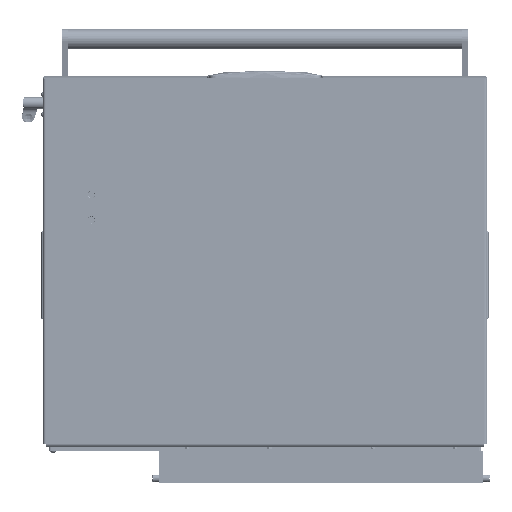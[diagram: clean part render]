
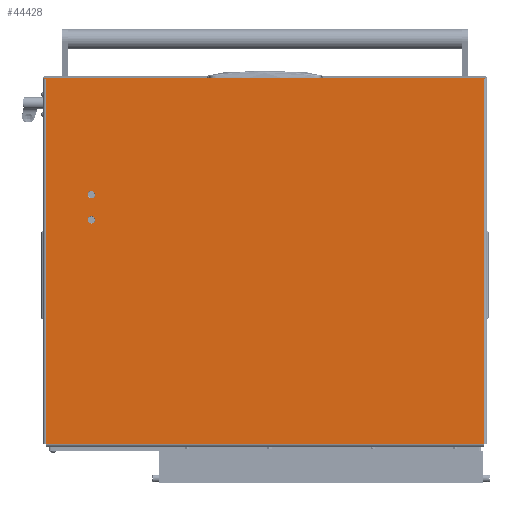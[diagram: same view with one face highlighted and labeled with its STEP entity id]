
A CAD part, front view. The second image highlights one B-rep face of the part: STEP entity #44428.
In plain terms, the highlighted face is planar.
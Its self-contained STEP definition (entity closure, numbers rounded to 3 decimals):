
#173 = DIRECTION ( 'NONE',  ( -1., 0., 0. ) ) ;
#494 = DIRECTION ( 'NONE',  ( 1., 0., 0. ) ) ;
#2672 = VERTEX_POINT ( 'NONE', #27153 ) ;
#4731 = AXIS2_PLACEMENT_3D ( 'NONE', #141697, #9844, #142211 ) ;
#4745 = DIRECTION ( 'NONE',  ( -1., 0., 0. ) ) ;
#9209 = DIRECTION ( 'NONE',  ( 0., 1., 0. ) ) ;
#9844 = DIRECTION ( 'NONE',  ( 0., 0., -1. ) ) ;
#14794 = CARTESIAN_POINT ( 'NONE',  ( 195., 545., 0. ) ) ;
#17328 = CARTESIAN_POINT ( 'NONE',  ( 0., -2., 0. ) ) ;
#17467 = AXIS2_PLACEMENT_3D ( 'NONE', #113542, #123544, #42213 ) ;
#19522 = EDGE_CURVE ( 'NONE', #88772, #45351, #22033, .T. ) ;
#19807 = CIRCLE ( 'NONE', #135082, 5.2 ) ;
#20720 = VERTEX_POINT ( 'NONE', #28808 ) ;
#21811 = CIRCLE ( 'NONE', #48852, 5.2 ) ;
#22033 = LINE ( 'NONE', #34286, #98522 ) ;
#22552 = FACE_BOUND ( 'NONE', #32590, .T. ) ;
#24497 = FACE_OUTER_BOUND ( 'NONE', #88433, .T. ) ;
#24551 = LINE ( 'NONE', #17328, #89908 ) ;
#24897 = EDGE_CURVE ( 'NONE', #20720, #45351, #56452, .T. ) ;
#26615 = EDGE_CURVE ( 'NONE', #148812, #74437, #136218, .T. ) ;
#27035 = EDGE_CURVE ( 'NONE', #148110, #125798, #96908, .T. ) ;
#27153 = CARTESIAN_POINT ( 'NONE',  ( 0., 610., 0. ) ) ;
#28808 = CARTESIAN_POINT ( 'NONE',  ( 0., 0., 0. ) ) ;
#31086 = ORIENTED_EDGE ( 'NONE', *, *, #110487, .F. ) ;
#31091 = VERTEX_POINT ( 'NONE', #108187 ) ;
#32590 = EDGE_LOOP ( 'NONE', ( #132941, #141975 ) ) ;
#33769 = DIRECTION ( 'NONE',  ( 0., -1., 0. ) ) ;
#34286 = CARTESIAN_POINT ( 'NONE',  ( 506., 608., 0. ) ) ;
#39599 = CARTESIAN_POINT ( 'NONE',  ( 0., -2., 0. ) ) ;
#41563 = CIRCLE ( 'NONE', #122976, 5.2 ) ;
#42213 = DIRECTION ( 'NONE',  ( -1., 0., 0. ) ) ;
#43165 = DIRECTION ( 'NONE',  ( 0., 0., -1. ) ) ;
#44428 = ADVANCED_FACE ( 'NONE', ( #112106, #22552, #24497 ), #53656, .T. ) ;
#44966 = VECTOR ( 'NONE', #494, 1000. ) ;
#45351 = VERTEX_POINT ( 'NONE', #93549 ) ;
#46139 = DIRECTION ( 'NONE',  ( -1., 0., 0. ) ) ;
#47192 = VECTOR ( 'NONE', #77563, 1000. ) ;
#48852 = AXIS2_PLACEMENT_3D ( 'NONE', #14794, #145115, #73746 ) ;
#50732 = EDGE_CURVE ( 'NONE', #105185, #110528, #19807, .T. ) ;
#51869 = VECTOR ( 'NONE', #148549, 1000. ) ;
#53656 = PLANE ( 'NONE',  #17467 ) ;
#54033 = ORIENTED_EDGE ( 'NONE', *, *, #59859, .F. ) ;
#55528 = CARTESIAN_POINT ( 'NONE',  ( -2., -4., 0. ) ) ;
#56452 = LINE ( 'NONE', #64526, #47192 ) ;
#59859 = EDGE_CURVE ( 'NONE', #123849, #20720, #130250, .T. ) ;
#59974 = CARTESIAN_POINT ( 'NONE',  ( 189.8, 545., 0. ) ) ;
#64526 = CARTESIAN_POINT ( 'NONE',  ( 0., 0., 0. ) ) ;
#65116 = VECTOR ( 'NONE', #9209, 1000. ) ;
#66627 = CARTESIAN_POINT ( 'NONE',  ( -2., 610., 0. ) ) ;
#68627 = EDGE_CURVE ( 'NONE', #110528, #105185, #41563, .T. ) ;
#70125 = CARTESIAN_POINT ( 'NONE',  ( 0., 608., 0. ) ) ;
#73646 = ORIENTED_EDGE ( 'NONE', *, *, #19522, .T. ) ;
#73746 = DIRECTION ( 'NONE',  ( -1., 0., 0. ) ) ;
#74437 = VERTEX_POINT ( 'NONE', #120248 ) ;
#76085 = EDGE_CURVE ( 'NONE', #125798, #2672, #104617, .T. ) ;
#76594 = CARTESIAN_POINT ( 'NONE',  ( 506., 608., 0. ) ) ;
#77563 = DIRECTION ( 'NONE',  ( 1., 0., 0. ) ) ;
#78599 = DIRECTION ( 'NONE',  ( -1., 0., 0. ) ) ;
#80618 = CARTESIAN_POINT ( 'NONE',  ( 0., -4., 0. ) ) ;
#82588 = DIRECTION ( 'NONE',  ( 0., 0., -1. ) ) ;
#83874 = EDGE_CURVE ( 'NONE', #74437, #148812, #21811, .T. ) ;
#85314 = CARTESIAN_POINT ( 'NONE',  ( -2., -2., 0. ) ) ;
#88433 = EDGE_LOOP ( 'NONE', ( #54033, #126413, #93086, #123777, #115936, #31086, #73646, #107124 ) ) ;
#88551 = CARTESIAN_POINT ( 'NONE',  ( 165.2, 545., 0. ) ) ;
#88772 = VERTEX_POINT ( 'NONE', #76594 ) ;
#89540 = EDGE_CURVE ( 'NONE', #123849, #148110, #24551, .T. ) ;
#89908 = VECTOR ( 'NONE', #4745, 1000. ) ;
#91262 = ORIENTED_EDGE ( 'NONE', *, *, #50732, .F. ) ;
#93086 = ORIENTED_EDGE ( 'NONE', *, *, #27035, .T. ) ;
#93109 = EDGE_LOOP ( 'NONE', ( #132911, #91262 ) ) ;
#93549 = CARTESIAN_POINT ( 'NONE',  ( 506., 0., 0. ) ) ;
#94918 = CARTESIAN_POINT ( 'NONE',  ( 0., 610., 0. ) ) ;
#95014 = LINE ( 'NONE', #80618, #65116 ) ;
#96908 = LINE ( 'NONE', #55528, #132319 ) ;
#98522 = VECTOR ( 'NONE', #33769, 1000. ) ;
#104617 = LINE ( 'NONE', #94918, #44966 ) ;
#105185 = VERTEX_POINT ( 'NONE', #88551 ) ;
#107124 = ORIENTED_EDGE ( 'NONE', *, *, #24897, .F. ) ;
#108187 = CARTESIAN_POINT ( 'NONE',  ( 0., 608., 0. ) ) ;
#110487 = EDGE_CURVE ( 'NONE', #88772, #31091, #148475, .T. ) ;
#110528 = VERTEX_POINT ( 'NONE', #132603 ) ;
#112106 = FACE_BOUND ( 'NONE', #93109, .T. ) ;
#113542 = CARTESIAN_POINT ( 'NONE',  ( 0., 608., 0. ) ) ;
#115936 = ORIENTED_EDGE ( 'NONE', *, *, #154324, .F. ) ;
#117502 = CARTESIAN_POINT ( 'NONE',  ( 160., 545., 0. ) ) ;
#120248 = CARTESIAN_POINT ( 'NONE',  ( 200.2, 545., 0. ) ) ;
#120486 = VECTOR ( 'NONE', #173, 1000. ) ;
#122976 = AXIS2_PLACEMENT_3D ( 'NONE', #117502, #82588, #46139 ) ;
#123544 = DIRECTION ( 'NONE',  ( 0., 0., -1. ) ) ;
#123777 = ORIENTED_EDGE ( 'NONE', *, *, #76085, .T. ) ;
#123849 = VERTEX_POINT ( 'NONE', #39599 ) ;
#125798 = VERTEX_POINT ( 'NONE', #66627 ) ;
#126413 = ORIENTED_EDGE ( 'NONE', *, *, #89540, .T. ) ;
#130250 = LINE ( 'NONE', #148047, #51869 ) ;
#132319 = VECTOR ( 'NONE', #143037, 1000. ) ;
#132603 = CARTESIAN_POINT ( 'NONE',  ( 154.8, 545., 0. ) ) ;
#132911 = ORIENTED_EDGE ( 'NONE', *, *, #68627, .F. ) ;
#132941 = ORIENTED_EDGE ( 'NONE', *, *, #26615, .F. ) ;
#135082 = AXIS2_PLACEMENT_3D ( 'NONE', #137538, #43165, #78599 ) ;
#136218 = CIRCLE ( 'NONE', #4731, 5.2 ) ;
#137538 = CARTESIAN_POINT ( 'NONE',  ( 160., 545., 0. ) ) ;
#141697 = CARTESIAN_POINT ( 'NONE',  ( 195., 545., 0. ) ) ;
#141975 = ORIENTED_EDGE ( 'NONE', *, *, #83874, .F. ) ;
#142211 = DIRECTION ( 'NONE',  ( -1., 0., 0. ) ) ;
#143037 = DIRECTION ( 'NONE',  ( 0., 1., 0. ) ) ;
#145115 = DIRECTION ( 'NONE',  ( 0., 0., -1. ) ) ;
#148047 = CARTESIAN_POINT ( 'NONE',  ( 0., -4., 0. ) ) ;
#148110 = VERTEX_POINT ( 'NONE', #85314 ) ;
#148475 = LINE ( 'NONE', #70125, #120486 ) ;
#148549 = DIRECTION ( 'NONE',  ( 0., 1., 0. ) ) ;
#148812 = VERTEX_POINT ( 'NONE', #59974 ) ;
#154324 = EDGE_CURVE ( 'NONE', #31091, #2672, #95014, .T. ) ;
